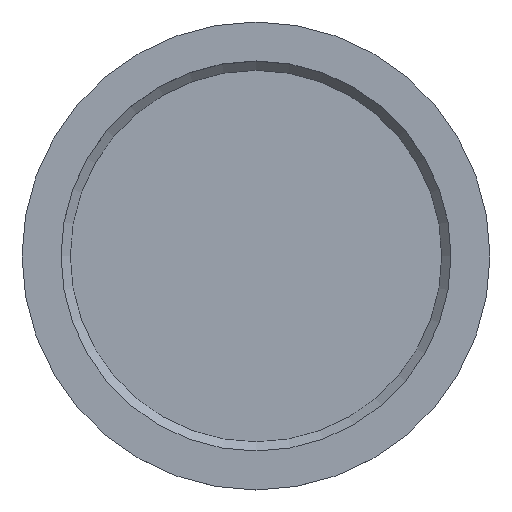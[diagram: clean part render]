
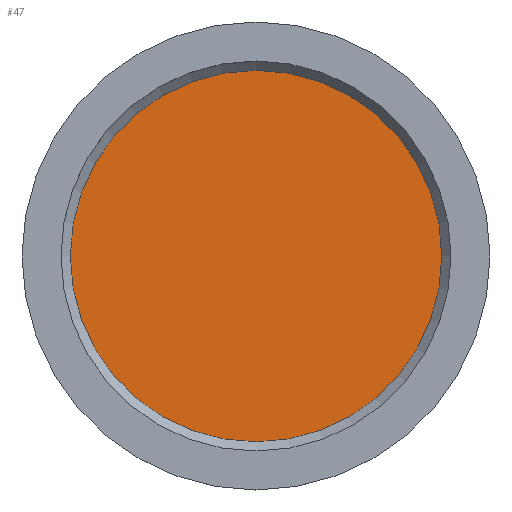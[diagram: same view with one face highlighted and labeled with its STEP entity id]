
A CAD part, top view. The second image highlights one B-rep face of the part: STEP entity #47.
In plain terms, the highlighted planar face has unit normal (0, 0, 1).
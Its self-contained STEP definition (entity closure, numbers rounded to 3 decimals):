
#47 = ADVANCED_FACE( '', ( #95 ), #96, .F. );
#95 = FACE_OUTER_BOUND( '', #136, .T. );
#96 = PLANE( '', #137 );
#136 = EDGE_LOOP( '', ( #185 ) );
#137 = AXIS2_PLACEMENT_3D( '', #186, #187, #188 );
#185 = ORIENTED_EDGE( '', *, *, #204, .T. );
#186 = CARTESIAN_POINT( '', ( 0., 0., 1. ) );
#187 = DIRECTION( '', ( 0., 0., -1. ) );
#188 = DIRECTION( '', ( -1., 0., 0. ) );
#204 = EDGE_CURVE( '', #226, #226, #227, .T. );
#226 = VERTEX_POINT( '', #251 );
#227 = CIRCLE( '', #252, 23.818 );
#251 = CARTESIAN_POINT( '', ( 23.818, 0., 1. ) );
#252 = AXIS2_PLACEMENT_3D( '', #277, #278, #279 );
#277 = CARTESIAN_POINT( '', ( 0., 0., 1. ) );
#278 = DIRECTION( '', ( 0., 0., 1. ) );
#279 = DIRECTION( '', ( 1., 0., 0. ) );
